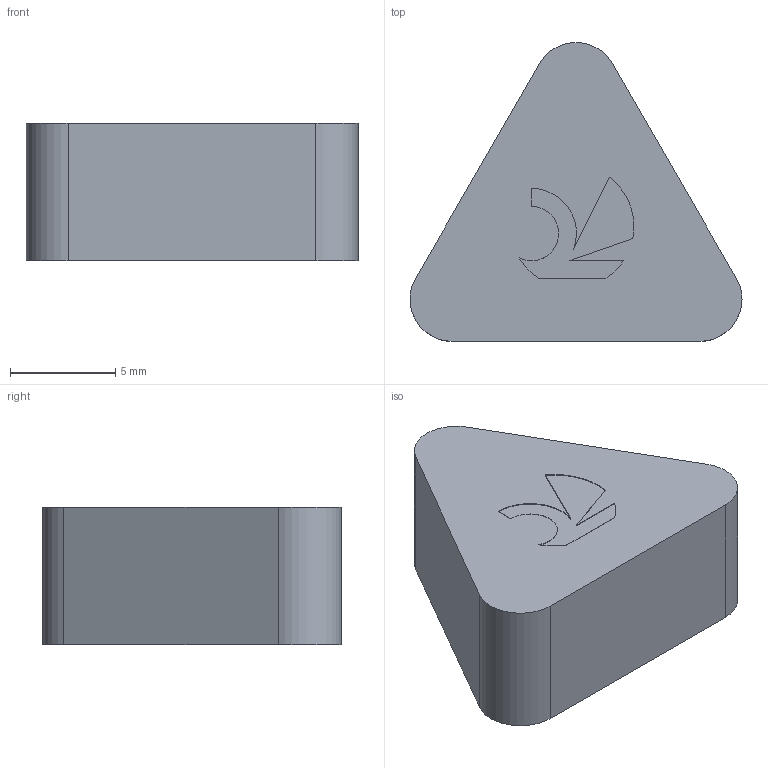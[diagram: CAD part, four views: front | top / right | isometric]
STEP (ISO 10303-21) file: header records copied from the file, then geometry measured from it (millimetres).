
FILE_DESCRIPTION(('no description'),'unknown implementation level');
FILE_NAME('solidIkgMpIVyZq1KtL_q9K_PHxnnLQA_1.STP',' ',('CIM GmbH Aachen'),('CADClick - KiM GmbH - www.kimweb.de'),'unknown preprocess','ACIS','unknown authorization');
FILE_SCHEMA(('automotive_design'));
Length unit declared in the file: millimetre
Products named in the file (1): 1
Bounding box: 15.78 x 14.2 x 6.55 mm (x, y, z)
Volume: 938.2 mm3; surface area: 601.2 mm2
Topology: 1 solids, 1 shells, 20 faces, 51 edges, 34 vertices
Faces by surface type: plane 11, cylinder 9
Entity records: 1232 total; most frequent: DIRECTION 115, CARTESIAN_POINT 108, STYLED_ITEM 106, PRESENTATION_STYLE_ASSIGNMENT 106, COLOUR_RGB 106, ORIENTED_EDGE 102, EDGE_CURVE 51, CURVE_STYLE 51
